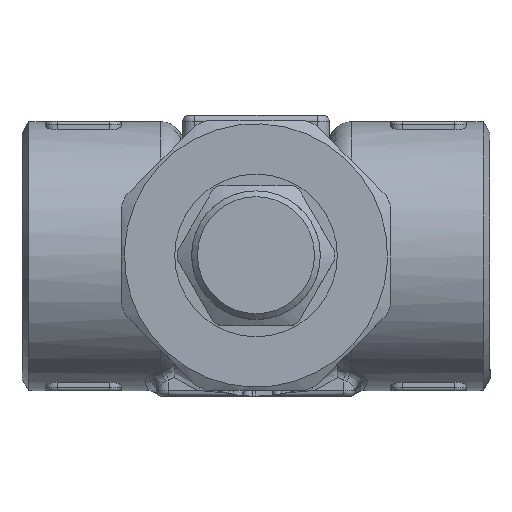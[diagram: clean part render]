
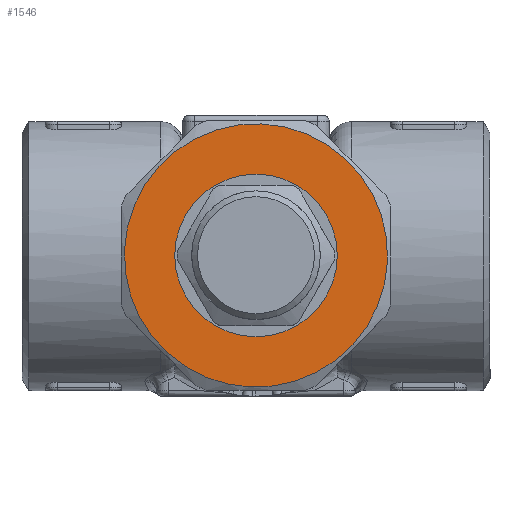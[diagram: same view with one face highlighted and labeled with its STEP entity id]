
A CAD part, top view. The second image highlights one B-rep face of the part: STEP entity #1546.
In plain terms, the highlighted planar face has unit normal (0, 0, 1).
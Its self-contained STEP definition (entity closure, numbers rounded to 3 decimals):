
#786=CARTESIAN_POINT('',(13.9,0.,62.0));
#787=VERTEX_POINT('',#786);
#788=CARTESIAN_POINT('',(0.,0.,62.0));
#789=DIRECTION('',(0.0,0.0,-1.0));
#790=DIRECTION('',(-1.0,0.0,0.0));
#791=AXIS2_PLACEMENT_3D('',#788,#789,#790);
#792=CIRCLE('',#791,13.9);
#793=EDGE_CURVE('',#787,#787,#792,.T.);
#1037=CARTESIAN_POINT('',(-8.61,-20.787,62.0));
#1038=VERTEX_POINT('',#1037);
#1039=CARTESIAN_POINT('',(0.,0.,62.0));
#1040=DIRECTION('',(0.0,0.0,1.0));
#1041=DIRECTION('',(-0.383,-0.924,0.0));
#1042=AXIS2_PLACEMENT_3D('',#1039,#1040,#1041);
#1043=CIRCLE('',#1042,22.5);
#1044=EDGE_CURVE('',#1038,#1038,#1043,.T.);
#1535=CARTESIAN_POINT('',(0.,0.,62.0));
#1536=DIRECTION('',(0.0,0.0,1.0));
#1537=DIRECTION('',(1.0,0.0,0.0));
#1538=AXIS2_PLACEMENT_3D('',#1535,#1536,#1537);
#1539=PLANE('',#1538);
#1540=ORIENTED_EDGE('',*,*,#1044,.T.);
#1541=EDGE_LOOP('',(#1540));
#1542=FACE_OUTER_BOUND('',#1541,.T.);
#1543=ORIENTED_EDGE('',*,*,#793,.T.);
#1544=EDGE_LOOP('',(#1543));
#1545=FACE_BOUND('',#1544,.T.);
#1546=ADVANCED_FACE('',(#1542,#1545),#1539,.T.);
